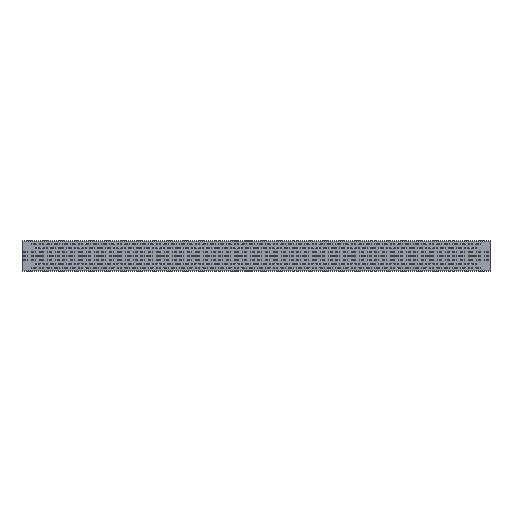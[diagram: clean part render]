
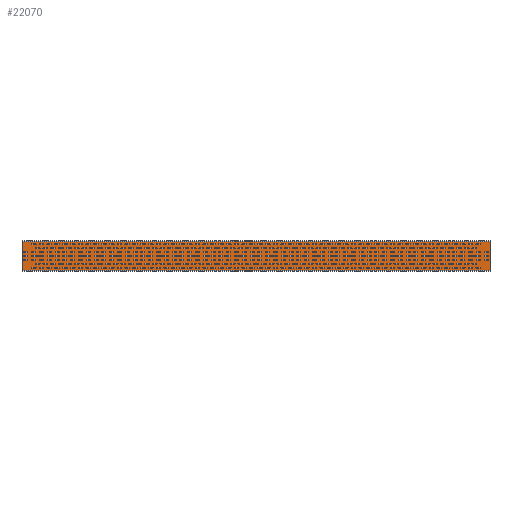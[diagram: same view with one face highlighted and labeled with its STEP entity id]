
A CAD part, top view. The second image highlights one B-rep face of the part: STEP entity #22070.
In plain terms, the highlighted planar face has unit normal (0, 0, 1).
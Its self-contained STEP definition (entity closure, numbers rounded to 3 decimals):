
#1542=FACE_OUTER_BOUND('',#2562,.T.);
#2562=EDGE_LOOP('',(#18622,#18623,#18624,#18625));
#5968=LINE('',#39773,#7892);
#5972=LINE('',#39785,#7896);
#5992=LINE('',#39836,#7916);
#5995=LINE('',#39841,#7919);
#7892=VECTOR('',#31447,1.);
#7896=VECTOR('',#31459,1.);
#7916=VECTOR('',#31509,1.);
#7919=VECTOR('',#31516,1.);
#10792=VERTEX_POINT('',#39770);
#10793=VERTEX_POINT('',#39772);
#10796=VERTEX_POINT('',#39782);
#10797=VERTEX_POINT('',#39784);
#14650=EDGE_CURVE('',#10793,#10792,#5968,.T.);
#14656=EDGE_CURVE('',#10796,#10797,#5972,.T.);
#14683=EDGE_CURVE('',#10797,#10792,#5992,.F.);
#14686=EDGE_CURVE('',#10796,#10793,#5995,.T.);
#18622=ORIENTED_EDGE('',*,*,#14683,.F.);
#18623=ORIENTED_EDGE('',*,*,#14656,.F.);
#18624=ORIENTED_EDGE('',*,*,#14686,.T.);
#18625=ORIENTED_EDGE('',*,*,#14650,.T.);
#21050=PLANE('',#26072);
#22070=ADVANCED_FACE('',(#1542),#21050,.T.);
#26072=AXIS2_PLACEMENT_3D('',#39854,#31536,#31537);
#31447=DIRECTION('',(0.,1.,0.));
#31459=DIRECTION('',(0.,1.,0.));
#31509=DIRECTION('',(-1.,0.,0.));
#31516=DIRECTION('',(1.,0.,0.));
#31536=DIRECTION('center_axis',(0.,0.,1.));
#31537=DIRECTION('ref_axis',(1.,0.,0.));
#39770=CARTESIAN_POINT('',(3148.407,235.647,-12.));
#39772=CARTESIAN_POINT('',(3148.407,42.647,-12.));
#39773=CARTESIAN_POINT('',(3148.407,139.147,-12.));
#39782=CARTESIAN_POINT('',(118.407,42.647,-12.));
#39784=CARTESIAN_POINT('',(118.407,235.647,-12.));
#39785=CARTESIAN_POINT('',(118.407,139.147,-12.));
#39836=CARTESIAN_POINT('',(1633.407,235.647,-12.));
#39841=CARTESIAN_POINT('',(1633.407,42.647,-12.));
#39854=CARTESIAN_POINT('Origin',(1633.407,139.147,-12.));
